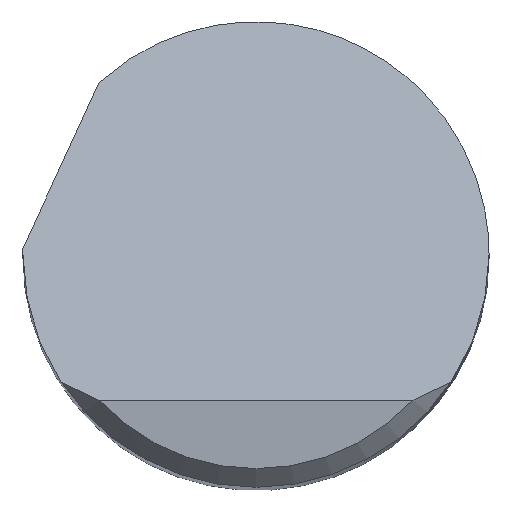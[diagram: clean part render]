
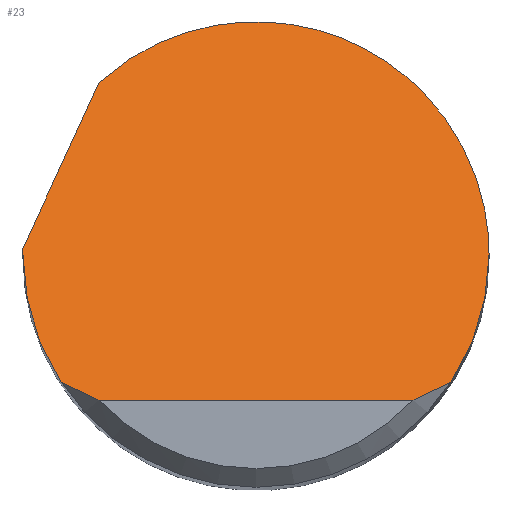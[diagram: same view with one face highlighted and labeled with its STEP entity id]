
A CAD part, top view. The second image highlights one B-rep face of the part: STEP entity #23.
In plain terms, the highlighted planar face has unit normal (0, 0.707, 0.707).
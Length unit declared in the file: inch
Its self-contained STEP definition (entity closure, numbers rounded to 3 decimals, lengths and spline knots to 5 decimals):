
#4 = CARTESIAN_POINT ( 'NONE',  ( -0.12625, 0.13863, 1.74387 ) ) ;
#23 = ADVANCED_FACE ( 'NONE', ( #451 ), #42, .F. ) ;
#28 = CARTESIAN_POINT ( 'NONE',  ( -0.18748, 0.00333, 1.87917 ) ) ;
#34 = CARTESIAN_POINT ( 'NONE',  ( 0.157, -0.1025, 1.985 ) ) ;
#42 = PLANE ( 'NONE',  #285 ) ;
#62 = ORIENTED_EDGE ( 'NONE', *, *, #886, .F. ) ;
#72 = CARTESIAN_POINT ( 'NONE',  ( 0.14711, -0.10785, 1.99035 ) ) ;
#90 = ORIENTED_EDGE ( 'NONE', *, *, #233, .F. ) ;
#123 = VERTEX_POINT ( 'NONE', #743 ) ;
#133 = CARTESIAN_POINT ( 'NONE',  ( -0.157, -0.1025, 1.985 ) ) ;
#136 = VECTOR ( 'NONE', #306, 39.37008 ) ;
#141 = CARTESIAN_POINT ( 'NONE',  ( 0.157, -0.1025, 1.985 ) ) ;
#148 = CARTESIAN_POINT ( 'NONE',  ( -0.1875, 0.00167, 1.88083 ) ) ;
#160 = CARTESIAN_POINT ( 'NONE',  ( -0.12629, -0.1175, 2. ) ) ;
#178 =( BOUNDED_CURVE ( )  B_SPLINE_CURVE ( 3, ( #133, #612, #559, #342 ),
 .UNSPECIFIED., .F., .F. ) 
 B_SPLINE_CURVE_WITH_KNOTS ( ( 4, 4 ),
 ( 4.13401, 4.71239 ),
 .UNSPECIFIED. ) 
 CURVE ( )  GEOMETRIC_REPRESENTATION_ITEM ( )  RATIONAL_B_SPLINE_CURVE ( ( 1., 0.972, 0.972, 1. ) ) 
 REPRESENTATION_ITEM ( '' )  );
#199 = CARTESIAN_POINT ( 'NONE',  ( -0.12625, 0.13863, 1.74387 ) ) ;
#200 = EDGE_CURVE ( 'NONE', #620, #611, #209, .T. ) ;
#206 = VERTEX_POINT ( 'NONE', #740 ) ;
#209 =( BOUNDED_CURVE ( )  B_SPLINE_CURVE ( 3, ( #4, #217, #484, #641 ),
 .UNSPECIFIED., .F., .F. ) 
 B_SPLINE_CURVE_WITH_KNOTS ( ( 4, 4 ),
 ( 5.54449, 7.85398 ),
 .UNSPECIFIED. ) 
 CURVE ( )  GEOMETRIC_REPRESENTATION_ITEM ( )  RATIONAL_B_SPLINE_CURVE ( ( 1., 0.603, 0.603, 1. ) ) 
 REPRESENTATION_ITEM ( '' )  );
#210 = B_SPLINE_CURVE_WITH_KNOTS ( 'NONE', 3,
 ( #310, #388, #793, #160 ),
 .UNSPECIFIED., .F., .F.,
 ( 4, 4 ),
 ( 0., 0.00095 ),
 .UNSPECIFIED. ) ;
#217 = CARTESIAN_POINT ( 'NONE',  ( 0.014, 0.26635, 1.61615 ) ) ;
#226 = CARTESIAN_POINT ( 'NONE',  ( -0.18743, 0.005, 1.8775 ) ) ;
#227 = VECTOR ( 'NONE', #761, 39.37008 ) ;
#233 = EDGE_CURVE ( 'NONE', #611, #507, #423, .T. ) ;
#245 = EDGE_CURVE ( 'NONE', #123, #713, #434, .T. ) ;
#252 = ORIENTED_EDGE ( 'NONE', *, *, #764, .T. ) ;
#274 = ORIENTED_EDGE ( 'NONE', *, *, #245, .T. ) ;
#285 = AXIS2_PLACEMENT_3D ( 'NONE', #598, #386, #308 ) ;
#296 = ORIENTED_EDGE ( 'NONE', *, *, #590, .T. ) ;
#306 = DIRECTION ( 'NONE',  ( 0.308, 0.673, -0.673 ) ) ;
#308 = DIRECTION ( 'NONE',  ( 0., 0.707, -0.707 ) ) ;
#310 = CARTESIAN_POINT ( 'NONE',  ( -0.157, -0.1025, 1.985 ) ) ;
#342 = CARTESIAN_POINT ( 'NONE',  ( -0.1875, 0., 1.8825 ) ) ;
#353 = CARTESIAN_POINT ( 'NONE',  ( 0.1875, 0., 1.8825 ) ) ;
#363 = CARTESIAN_POINT ( 'NONE',  ( 0.17704, -0.0718, 1.9543 ) ) ;
#386 = DIRECTION ( 'NONE',  ( 0., -0.707, -0.707 ) ) ;
#388 = CARTESIAN_POINT ( 'NONE',  ( -0.14711, -0.10785, 1.99035 ) ) ;
#410 = ORIENTED_EDGE ( 'NONE', *, *, #454, .F. ) ;
#413 =( BOUNDED_CURVE ( )  B_SPLINE_CURVE ( 3, ( #651, #148, #28, #226 ),
 .UNSPECIFIED., .F., .F. ) 
 B_SPLINE_CURVE_WITH_KNOTS ( ( 4, 4 ),
 ( 4.71239, 4.73906 ),
 .UNSPECIFIED. ) 
 CURVE ( )  GEOMETRIC_REPRESENTATION_ITEM ( )  RATIONAL_B_SPLINE_CURVE ( ( 1., 1., 1., 1. ) ) 
 REPRESENTATION_ITEM ( '' )  );
#418 = CARTESIAN_POINT ( 'NONE',  ( 0.1369, -0.11288, 1.99538 ) ) ;
#423 =( BOUNDED_CURVE ( )  B_SPLINE_CURVE ( 3, ( #353, #502, #363, #569 ),
 .UNSPECIFIED., .F., .F. ) 
 B_SPLINE_CURVE_WITH_KNOTS ( ( 4, 4 ),
 ( 1.5708, 2.14917 ),
 .UNSPECIFIED. ) 
 CURVE ( )  GEOMETRIC_REPRESENTATION_ITEM ( )  RATIONAL_B_SPLINE_CURVE ( ( 1., 0.972, 0.972, 1. ) ) 
 REPRESENTATION_ITEM ( '' )  );
#434 = LINE ( 'NONE', #709, #227 ) ;
#443 = ORIENTED_EDGE ( 'NONE', *, *, #661, .F. ) ;
#444 = LINE ( 'NONE', #734, #136 ) ;
#451 = FACE_OUTER_BOUND ( 'NONE', #788, .T. ) ;
#454 = EDGE_CURVE ( 'NONE', #747, #620, #444, .T. ) ;
#479 = B_SPLINE_CURVE_WITH_KNOTS ( 'NONE', 3,
 ( #834, #418, #72, #141 ),
 .UNSPECIFIED., .F., .F.,
 ( 4, 4 ),
 ( 0., 0.00095 ),
 .UNSPECIFIED. ) ;
#484 = CARTESIAN_POINT ( 'NONE',  ( 0.1875, 0.18969, 1.69281 ) ) ;
#502 = CARTESIAN_POINT ( 'NONE',  ( 0.1875, -0.03666, 1.91916 ) ) ;
#507 = VERTEX_POINT ( 'NONE', #34 ) ;
#559 = CARTESIAN_POINT ( 'NONE',  ( -0.1875, -0.03666, 1.91916 ) ) ;
#569 = CARTESIAN_POINT ( 'NONE',  ( 0.157, -0.1025, 1.985 ) ) ;
#590 = EDGE_CURVE ( 'NONE', #206, #123, #210, .T. ) ;
#598 = CARTESIAN_POINT ( 'NONE',  ( -0.1875, -0.1175, 2. ) ) ;
#611 = VERTEX_POINT ( 'NONE', #861 ) ;
#612 = CARTESIAN_POINT ( 'NONE',  ( -0.17704, -0.0718, 1.9543 ) ) ;
#620 = VERTEX_POINT ( 'NONE', #199 ) ;
#621 = CARTESIAN_POINT ( 'NONE',  ( 0.12629, -0.1175, 2. ) ) ;
#641 = CARTESIAN_POINT ( 'NONE',  ( 0.1875, 0., 1.8825 ) ) ;
#651 = CARTESIAN_POINT ( 'NONE',  ( -0.1875, 0., 1.8825 ) ) ;
#661 = EDGE_CURVE ( 'NONE', #206, #718, #178, .T. ) ;
#683 = CARTESIAN_POINT ( 'NONE',  ( -0.18743, 0.005, 1.8775 ) ) ;
#709 = CARTESIAN_POINT ( 'NONE',  ( 0., -0.1175, 2. ) ) ;
#713 = VERTEX_POINT ( 'NONE', #621 ) ;
#718 = VERTEX_POINT ( 'NONE', #760 ) ;
#734 = CARTESIAN_POINT ( 'NONE',  ( -0.23821, -0.10589, 1.98839 ) ) ;
#740 = CARTESIAN_POINT ( 'NONE',  ( -0.157, -0.1025, 1.985 ) ) ;
#743 = CARTESIAN_POINT ( 'NONE',  ( -0.12629, -0.1175, 2. ) ) ;
#747 = VERTEX_POINT ( 'NONE', #683 ) ;
#755 = ORIENTED_EDGE ( 'NONE', *, *, #200, .F. ) ;
#760 = CARTESIAN_POINT ( 'NONE',  ( -0.1875, 0., 1.8825 ) ) ;
#761 = DIRECTION ( 'NONE',  ( 1., 0., 0. ) ) ;
#764 = EDGE_CURVE ( 'NONE', #713, #507, #479, .T. ) ;
#788 = EDGE_LOOP ( 'NONE', ( #274, #252, #90, #755, #410, #62, #443, #296 ) ) ;
#793 = CARTESIAN_POINT ( 'NONE',  ( -0.1369, -0.11288, 1.99538 ) ) ;
#834 = CARTESIAN_POINT ( 'NONE',  ( 0.12629, -0.1175, 2. ) ) ;
#861 = CARTESIAN_POINT ( 'NONE',  ( 0.1875, 0., 1.8825 ) ) ;
#886 = EDGE_CURVE ( 'NONE', #718, #747, #413, .T. ) ;
